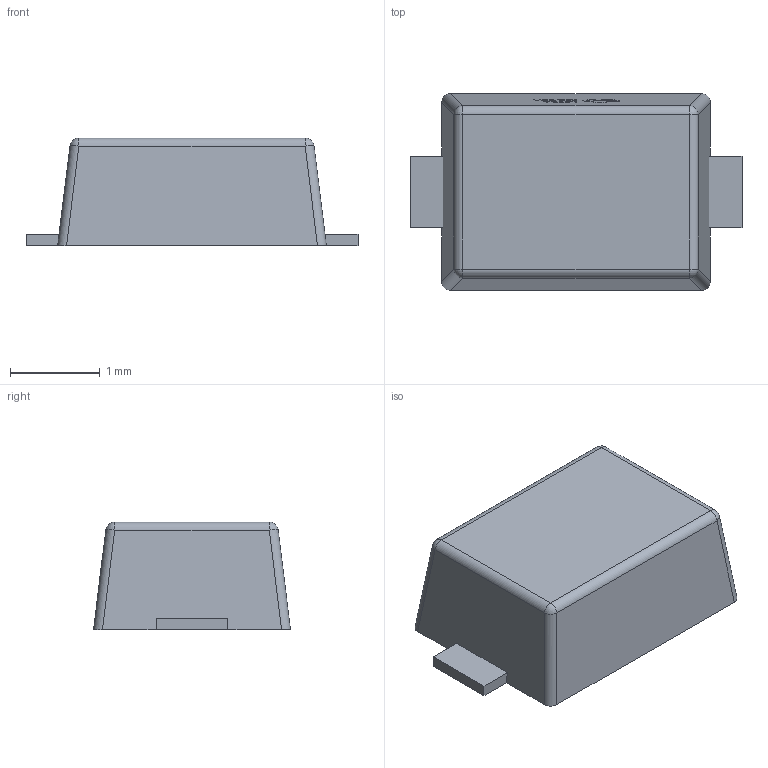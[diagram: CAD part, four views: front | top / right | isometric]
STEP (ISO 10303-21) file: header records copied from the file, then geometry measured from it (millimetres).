
FILE_DESCRIPTION (( 'STEP AP214' ), '1' );
FILE_NAME ('SOD-123FL_L2.7-W1.9-LS3.7-BI.step', '2022-07-29T07:43:40', ( '' ), ( '' ), 'SwSTEP 2.0', 'SolidWorks 2020', '' );
FILE_SCHEMA (( 'AUTOMOTIVE_DESIGN' ));
Length unit declared in the file: millimetre
Products named in the file (1): SOD-123FL_L2.7-W1.9-LS3.7-BI
Bounding box: 3.7 x 2.19 x 1.2 mm (x, y, z)
Volume: 7.1 mm3; surface area: 26.4 mm2
Topology: 3 solids, 3 shells, 262 faces, 699 edges, 462 vertices
Faces by surface type: plane 152, bspline 98, cylinder 8, sphere 4
Entity records: 11525 total; most frequent: CARTESIAN_POINT 2742, ORIENTED_EDGE 1398, DIRECTION 837, EDGE_CURVE 699, LINE 483, VECTOR 483, VERTEX_POINT 462, EDGE_LOOP 281
